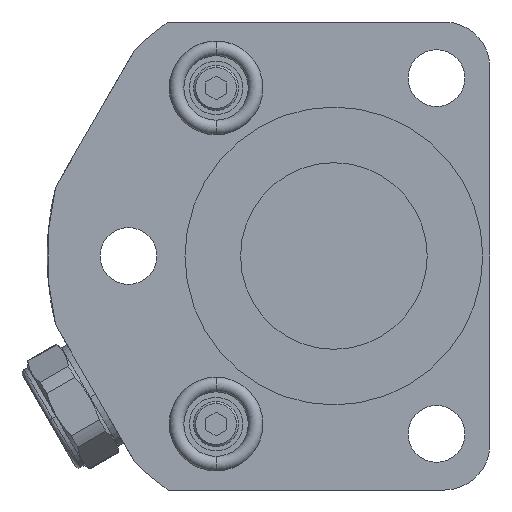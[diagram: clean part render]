
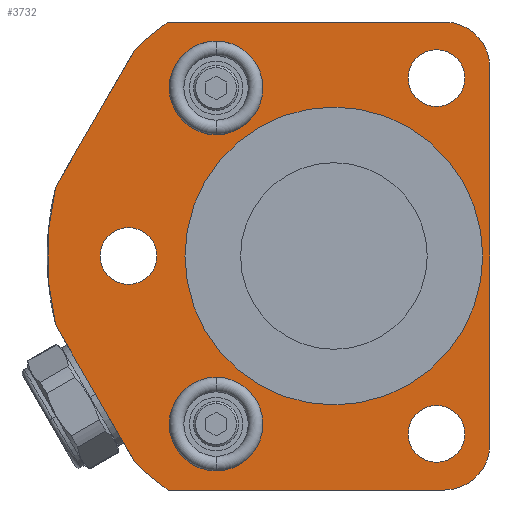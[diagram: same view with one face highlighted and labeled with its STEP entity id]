
A CAD part, front view. The second image highlights one B-rep face of the part: STEP entity #3732.
In plain terms, the highlighted planar face has unit normal (0, -1, 0).
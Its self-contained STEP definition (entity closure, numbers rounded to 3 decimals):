
#309=CARTESIAN_POINT('',(0.,0.,0.));
#310=DIRECTION('',(0.,-1.,0.));
#311=DIRECTION('',(1.,0.,0.));
#312=AXIS2_PLACEMENT_3D('',#309,#310,#311);
#317=CARTESIAN_POINT('',(0.,0.,0.));
#318=DIRECTION('',(0.,1.,0.));
#319=DIRECTION('',(1.,0.,0.));
#320=AXIS2_PLACEMENT_3D('',#317,#318,#319);
#325=CARTESIAN_POINT('',(13.436,0.,-22.936));
#326=DIRECTION('',(0.,-1.,0.));
#327=DIRECTION('',(0.,0.,-1.));
#328=AXIS2_PLACEMENT_3D('',#325,#326,#327);
#333=DIRECTION('',(-1.,0.,0.));
#334=VECTOR('',#333,33.624);
#335=CARTESIAN_POINT('',(13.436,0.,-28.499));
#336=LINE('',#335,#334);
#340=DIRECTION('',(0.5,0.,-0.866));
#341=VECTOR('',#340,19.386);
#342=CARTESIAN_POINT('',(-33.904,0.,-8.382));
#343=LINE('',#342,#341);
#347=DIRECTION('',(0.5,0.,0.866));
#348=VECTOR('',#347,19.386);
#349=CARTESIAN_POINT('',(-33.904,0.,8.382));
#350=LINE('',#349,#348);
#354=DIRECTION('',(1.,0.,0.));
#355=VECTOR('',#354,33.624);
#356=CARTESIAN_POINT('',(-20.188,0.,28.499));
#357=LINE('',#356,#355);
#361=CARTESIAN_POINT('',(13.436,0.,22.936));
#362=DIRECTION('',(0.,-1.,0.));
#363=DIRECTION('',(1.,0.,0.));
#364=AXIS2_PLACEMENT_3D('',#361,#362,#363);
#369=DIRECTION('',(0.,0.,1.));
#370=VECTOR('',#369,45.872);
#371=CARTESIAN_POINT('',(18.999,0.,-22.936));
#372=LINE('',#371,#370);
#376=CARTESIAN_POINT('',(12.497,0.,21.666));
#377=DIRECTION('',(0.,-1.,0.));
#378=DIRECTION('',(1.,0.,0.));
#379=AXIS2_PLACEMENT_3D('',#376,#377,#378);
#384=CARTESIAN_POINT('',(12.497,0.,21.666));
#385=DIRECTION('',(0.,-1.,0.));
#386=DIRECTION('',(-1.,0.,0.));
#387=AXIS2_PLACEMENT_3D('',#384,#385,#386);
#392=CARTESIAN_POINT('',(12.497,0.,-21.666));
#393=DIRECTION('',(0.,-1.,0.));
#394=DIRECTION('',(1.,0.,0.));
#395=AXIS2_PLACEMENT_3D('',#392,#393,#394);
#400=CARTESIAN_POINT('',(12.497,0.,-21.666));
#401=DIRECTION('',(0.,-1.,0.));
#402=DIRECTION('',(-1.,0.,0.));
#403=AXIS2_PLACEMENT_3D('',#400,#401,#402);
#408=CARTESIAN_POINT('',(-25.019,0.,0.));
#409=DIRECTION('',(0.,-1.,0.));
#410=DIRECTION('',(1.,0.,0.));
#411=AXIS2_PLACEMENT_3D('',#408,#409,#410);
#416=CARTESIAN_POINT('',(-25.019,0.,0.));
#417=DIRECTION('',(0.,-1.,0.));
#418=DIRECTION('',(-1.,0.,0.));
#419=AXIS2_PLACEMENT_3D('',#416,#417,#418);
#424=CARTESIAN_POINT('',(-14.351,0.,-20.472));
#425=DIRECTION('',(0.,1.,0.));
#426=DIRECTION('',(-1.,0.,0.));
#427=AXIS2_PLACEMENT_3D('',#424,#425,#426);
#432=CARTESIAN_POINT('',(-14.351,0.,-20.472));
#433=DIRECTION('',(0.,1.,0.));
#434=DIRECTION('',(1.,0.,0.));
#435=AXIS2_PLACEMENT_3D('',#432,#433,#434);
#440=CARTESIAN_POINT('',(-14.351,0.,20.473));
#441=DIRECTION('',(0.,1.,0.));
#442=DIRECTION('',(-1.,0.,0.));
#443=AXIS2_PLACEMENT_3D('',#440,#441,#442);
#448=CARTESIAN_POINT('',(-14.351,0.,20.473));
#449=DIRECTION('',(0.,1.,0.));
#450=DIRECTION('',(1.,0.,0.));
#451=AXIS2_PLACEMENT_3D('',#448,#449,#450);
#706=CARTESIAN_POINT('',(0.,0.,0.));
#707=DIRECTION('',(0.,-1.,0.));
#708=DIRECTION('',(-0.971,0.,0.24));
#709=AXIS2_PLACEMENT_3D('',#706,#707,#708);
#714=CARTESIAN_POINT('',(0.,0.,0.));
#715=DIRECTION('',(0.,-1.,0.));
#716=DIRECTION('',(-0.693,0.,-0.721));
#717=AXIS2_PLACEMENT_3D('',#714,#715,#716);
#722=CARTESIAN_POINT('',(0.,0.,0.));
#723=DIRECTION('',(0.,-1.,0.));
#724=DIRECTION('',(-0.578,0.,0.816));
#725=AXIS2_PLACEMENT_3D('',#722,#723,#724);
#3114=CARTESIAN_POINT('',(18.136,0.,0.));
#3116=VERTEX_POINT('',#3114);
#3118=CARTESIAN_POINT('',(-18.136,0.,0.));
#3120=VERTEX_POINT('',#3118);
#3121=CARTESIAN_POINT('',(-33.904,0.,-8.382));
#3122=CARTESIAN_POINT('',(-24.211,0.,-25.171));
#3123=VERTEX_POINT('',#3121);
#3124=VERTEX_POINT('',#3122);
#3125=CARTESIAN_POINT('',(-33.904,0.,8.382));
#3126=CARTESIAN_POINT('',(-24.211,0.,25.171));
#3127=VERTEX_POINT('',#3125);
#3128=VERTEX_POINT('',#3126);
#3129=CARTESIAN_POINT('',(-20.188,0.,28.499));
#3130=VERTEX_POINT('',#3129);
#3131=CARTESIAN_POINT('',(-20.188,0.,-28.499));
#3132=VERTEX_POINT('',#3131);
#3133=CARTESIAN_POINT('',(15.952,0.,21.666));
#3134=CARTESIAN_POINT('',(9.043,0.,21.666));
#3135=VERTEX_POINT('',#3133);
#3136=VERTEX_POINT('',#3134);
#3229=CARTESIAN_POINT('',(-20.054,0.,-20.472));
#3230=CARTESIAN_POINT('',(-8.649,0.,-20.472));
#3231=VERTEX_POINT('',#3229);
#3232=VERTEX_POINT('',#3230);
#3245=CARTESIAN_POINT('',(-20.054,0.,20.473));
#3246=CARTESIAN_POINT('',(-8.649,0.,20.473));
#3247=VERTEX_POINT('',#3245);
#3248=VERTEX_POINT('',#3246);
#3271=CARTESIAN_POINT('',(15.951,0.,-21.666));
#3272=CARTESIAN_POINT('',(9.042,0.,-21.666));
#3273=VERTEX_POINT('',#3271);
#3274=VERTEX_POINT('',#3272);
#3275=CARTESIAN_POINT('',(-21.565,0.,0.));
#3276=CARTESIAN_POINT('',(-28.474,0.,0.));
#3277=VERTEX_POINT('',#3275);
#3278=VERTEX_POINT('',#3276);
#3311=CARTESIAN_POINT('',(13.436,0.,-28.499));
#3312=CARTESIAN_POINT('',(18.999,0.,-22.936));
#3313=VERTEX_POINT('',#3311);
#3314=VERTEX_POINT('',#3312);
#3315=CARTESIAN_POINT('',(18.999,0.,22.936));
#3316=CARTESIAN_POINT('',(13.436,0.,28.499));
#3317=VERTEX_POINT('',#3315);
#3318=VERTEX_POINT('',#3316);
#3670=CARTESIAN_POINT('',(0.,0.,0.));
#3671=DIRECTION('',(0.,-1.,0.));
#3672=DIRECTION('',(-1.,0.,0.));
#3673=AXIS2_PLACEMENT_3D('',#3670,#3671,#3672);
#3674=PLANE('',#3673);
#3676=ORIENTED_EDGE('',*,*,#3675,.F.);
#3678=ORIENTED_EDGE('',*,*,#3677,.T.);
#3680=ORIENTED_EDGE('',*,*,#3679,.F.);
#3682=ORIENTED_EDGE('',*,*,#3681,.F.);
#3684=ORIENTED_EDGE('',*,*,#3683,.F.);
#3686=ORIENTED_EDGE('',*,*,#3685,.T.);
#3688=ORIENTED_EDGE('',*,*,#3687,.F.);
#3690=ORIENTED_EDGE('',*,*,#3689,.T.);
#3692=ORIENTED_EDGE('',*,*,#3691,.F.);
#3694=ORIENTED_EDGE('',*,*,#3693,.F.);
#3695=EDGE_LOOP('',(#3676,#3678,#3680,#3682,#3684,#3686,#3688,#3690,#3692,
#3694));
#3696=FACE_OUTER_BOUND('',#3695,.F.);
#3698=ORIENTED_EDGE('',*,*,#3697,.T.);
#3700=ORIENTED_EDGE('',*,*,#3699,.F.);
#3701=EDGE_LOOP('',(#3698,#3700));
#3702=FACE_BOUND('',#3701,.F.);
#3704=ORIENTED_EDGE('',*,*,#3703,.T.);
#3706=ORIENTED_EDGE('',*,*,#3705,.T.);
#3707=EDGE_LOOP('',(#3704,#3706));
#3708=FACE_BOUND('',#3707,.F.);
#3710=ORIENTED_EDGE('',*,*,#3709,.T.);
#3712=ORIENTED_EDGE('',*,*,#3711,.T.);
#3713=EDGE_LOOP('',(#3710,#3712));
#3714=FACE_BOUND('',#3713,.F.);
#3716=ORIENTED_EDGE('',*,*,#3715,.T.);
#3718=ORIENTED_EDGE('',*,*,#3717,.T.);
#3719=EDGE_LOOP('',(#3716,#3718));
#3720=FACE_BOUND('',#3719,.F.);
#3722=ORIENTED_EDGE('',*,*,#3721,.F.);
#3724=ORIENTED_EDGE('',*,*,#3723,.F.);
#3725=EDGE_LOOP('',(#3722,#3724));
#3726=FACE_BOUND('',#3725,.F.);
#3727=ORIENTED_EDGE('',*,*,#3660,.F.);
#3729=ORIENTED_EDGE('',*,*,#3728,.F.);
#3730=EDGE_LOOP('',(#3727,#3729));
#3731=FACE_BOUND('',#3730,.F.);
#313=CIRCLE('',#312,18.136);
#321=CIRCLE('',#320,18.136);
#329=CIRCLE('',#328,5.563);
#365=CIRCLE('',#364,5.563);
#380=CIRCLE('',#379,3.455);
#388=CIRCLE('',#387,3.455);
#396=CIRCLE('',#395,3.455);
#404=CIRCLE('',#403,3.455);
#412=CIRCLE('',#411,3.455);
#420=CIRCLE('',#419,3.455);
#428=CIRCLE('',#427,5.703);
#436=CIRCLE('',#435,5.703);
#444=CIRCLE('',#443,5.703);
#452=CIRCLE('',#451,5.703);
#710=CIRCLE('',#709,34.925);
#718=CIRCLE('',#717,34.925);
#726=CIRCLE('',#725,34.925);
#3660=EDGE_CURVE('',#3247,#3248,#444,.T.);
#3675=EDGE_CURVE('',#3313,#3314,#329,.T.);
#3677=EDGE_CURVE('',#3313,#3132,#336,.T.);
#3679=EDGE_CURVE('',#3124,#3132,#718,.T.);
#3681=EDGE_CURVE('',#3123,#3124,#343,.T.);
#3683=EDGE_CURVE('',#3127,#3123,#710,.T.);
#3685=EDGE_CURVE('',#3127,#3128,#350,.T.);
#3687=EDGE_CURVE('',#3130,#3128,#726,.T.);
#3689=EDGE_CURVE('',#3130,#3318,#357,.T.);
#3691=EDGE_CURVE('',#3317,#3318,#365,.T.);
#3693=EDGE_CURVE('',#3314,#3317,#372,.T.);
#3697=EDGE_CURVE('',#3116,#3120,#313,.T.);
#3699=EDGE_CURVE('',#3116,#3120,#321,.T.);
#3703=EDGE_CURVE('',#3135,#3136,#380,.T.);
#3705=EDGE_CURVE('',#3136,#3135,#388,.T.);
#3709=EDGE_CURVE('',#3273,#3274,#396,.T.);
#3711=EDGE_CURVE('',#3274,#3273,#404,.T.);
#3715=EDGE_CURVE('',#3277,#3278,#412,.T.);
#3717=EDGE_CURVE('',#3278,#3277,#420,.T.);
#3721=EDGE_CURVE('',#3231,#3232,#428,.T.);
#3723=EDGE_CURVE('',#3232,#3231,#436,.T.);
#3728=EDGE_CURVE('',#3248,#3247,#452,.T.);
#3732=ADVANCED_FACE('',(#3696,#3702,#3708,#3714,#3720,#3726,#3731),#3674,.T.);
